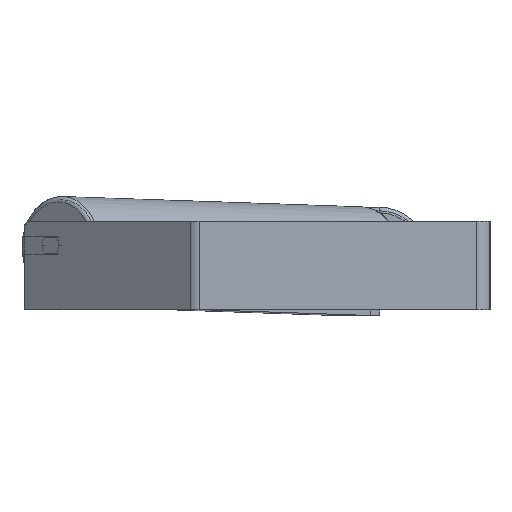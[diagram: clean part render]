
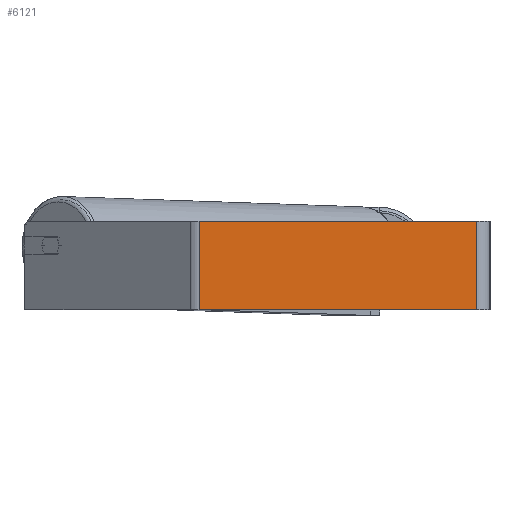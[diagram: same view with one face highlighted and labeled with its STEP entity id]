
A CAD part, left-side view. The second image highlights one B-rep face of the part: STEP entity #6121.
In plain terms, the highlighted planar face has unit normal (-1, 0, 0).
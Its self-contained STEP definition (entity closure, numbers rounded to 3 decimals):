
#22 = CARTESIAN_POINT ( 'NONE',  ( -700., 266.478, 40. ) ) ;
#1566 = VERTEX_POINT ( 'NONE', #8681 ) ;
#2004 = CARTESIAN_POINT ( 'NONE',  ( -700., 262.11, -40. ) ) ;
#2114 = VERTEX_POINT ( 'NONE', #3949 ) ;
#2156 = ORIENTED_EDGE ( 'NONE', *, *, #8153, .T. ) ;
#2430 = DIRECTION ( 'NONE',  ( 0., -1., 0. ) ) ;
#2685 = CARTESIAN_POINT ( 'NONE',  ( -700., 12., 40. ) ) ;
#2836 = DIRECTION ( 'NONE',  ( 0., -1., 0. ) ) ;
#2941 = DIRECTION ( 'NONE',  ( 1., 0., 0. ) ) ;
#3159 = VECTOR ( 'NONE', #2836, 1000. ) ;
#3180 = LINE ( 'NONE', #9040, #5705 ) ;
#3659 = PLANE ( 'NONE',  #4359 ) ;
#3697 = DIRECTION ( 'NONE',  ( 0., 0., -1. ) ) ;
#3949 = CARTESIAN_POINT ( 'NONE',  ( -700., 262.11, 40. ) ) ;
#4055 = LINE ( 'NONE', #7657, #8627 ) ;
#4103 = DIRECTION ( 'NONE',  ( 0., 0., -1. ) ) ;
#4359 = AXIS2_PLACEMENT_3D ( 'NONE', #22, #2941, #3697 ) ;
#4633 = ORIENTED_EDGE ( 'NONE', *, *, #8139, .F. ) ;
#4666 = LINE ( 'NONE', #2685, #8151 ) ;
#5705 = VECTOR ( 'NONE', #2430, 1000. ) ;
#5803 = EDGE_CURVE ( 'NONE', #2114, #8709, #3180, .T. ) ;
#5809 = CARTESIAN_POINT ( 'NONE',  ( -700., 266.478, -40. ) ) ;
#5855 = VERTEX_POINT ( 'NONE', #2004 ) ;
#6121 = ADVANCED_FACE ( 'NONE', ( #8012 ), #3659, .F. ) ;
#6140 = DIRECTION ( 'NONE',  ( 0., 0., -1. ) ) ;
#7657 = CARTESIAN_POINT ( 'NONE',  ( -700., 262.11, 40. ) ) ;
#7973 = EDGE_CURVE ( 'NONE', #5855, #1566, #9307, .T. ) ;
#7992 = EDGE_LOOP ( 'NONE', ( #8160, #4633, #8820, #2156 ) ) ;
#8012 = FACE_OUTER_BOUND ( 'NONE', #7992, .T. ) ;
#8139 = EDGE_CURVE ( 'NONE', #8709, #1566, #4666, .T. ) ;
#8151 = VECTOR ( 'NONE', #4103, 1000. ) ;
#8153 = EDGE_CURVE ( 'NONE', #2114, #5855, #4055, .T. ) ;
#8160 = ORIENTED_EDGE ( 'NONE', *, *, #7973, .T. ) ;
#8627 = VECTOR ( 'NONE', #6140, 1000. ) ;
#8681 = CARTESIAN_POINT ( 'NONE',  ( -700., 12., -40. ) ) ;
#8709 = VERTEX_POINT ( 'NONE', #8990 ) ;
#8820 = ORIENTED_EDGE ( 'NONE', *, *, #5803, .F. ) ;
#8990 = CARTESIAN_POINT ( 'NONE',  ( -700., 12., 40. ) ) ;
#9040 = CARTESIAN_POINT ( 'NONE',  ( -700., 266.478, 40. ) ) ;
#9307 = LINE ( 'NONE', #5809, #3159 ) ;
